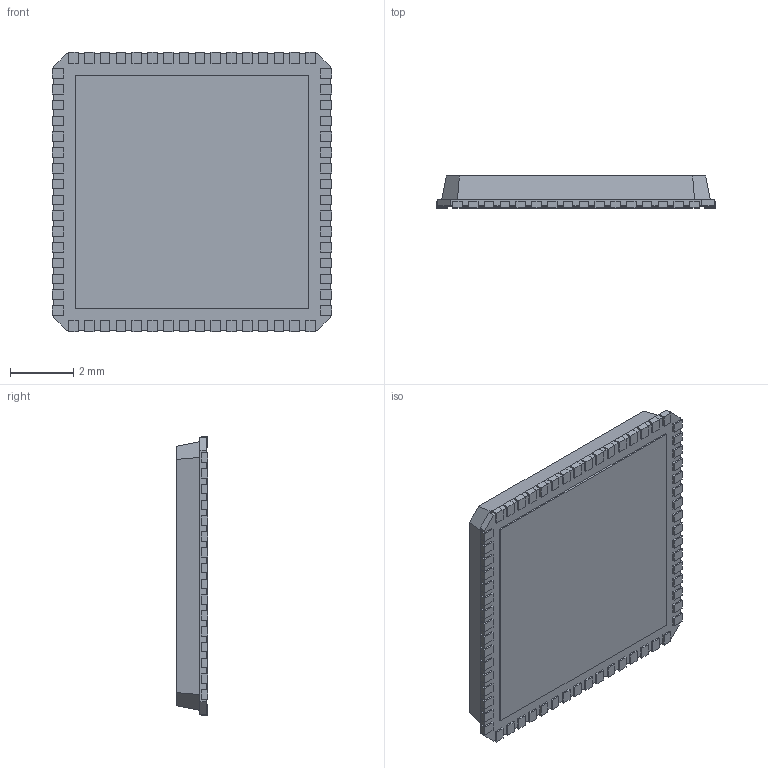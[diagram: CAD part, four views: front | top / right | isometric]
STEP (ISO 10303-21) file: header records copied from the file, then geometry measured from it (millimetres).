
FILE_DESCRIPTION( ( '' ), ' ' );
FILE_NAME( '5b2cab5e6c9b7b0f7cb1ed27.step', '2018-06-22T07:55:38', ( '' ), ( '' ), ' ', ' ', ' ' );
FILE_SCHEMA( ( 'AUTOMOTIVE_DESIGN { 1 0 10303 214 1 1 1 1 }' ) );
Length unit declared in the file: metre
Products named in the file (1): 1
Bounding box: 8.85 x 1 x 8.85 mm (x, y, z)
Volume: 70.5 mm3; surface area: 187.9 mm2
Topology: 1 solids, 1 shells, 410 faces, 1215 edges, 810 vertices
Faces by surface type: plane 409, bspline 1
Entity records: 16735 total; most frequent: CARTESIAN_POINT 2462, ORIENTED_EDGE 2428, DIRECTION 2036, EDGE_CURVE 1214, LINE 1212, VECTOR 1212, VERTEX_POINT 810, EDGE_LOOP 414
